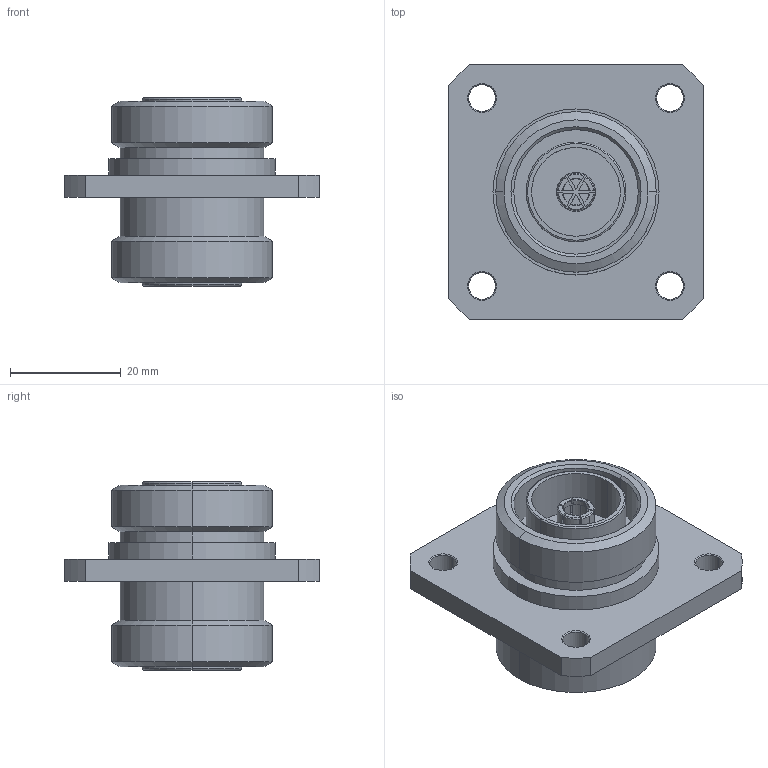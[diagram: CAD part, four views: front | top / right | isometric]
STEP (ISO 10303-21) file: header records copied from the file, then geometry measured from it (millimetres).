
FILE_DESCRIPTION (( 'STEP AP214' ), '1' );
FILE_NAME ('J01123A0002.STEP', '2018-08-01T14:40:22', ( '' ), ( '' ), 'SwSTEP 2.0', 'SolidWorks 2017', '' );
FILE_SCHEMA (( 'AUTOMOTIVE_DESIGN' ));
Length unit declared in the file: millimetre
Products named in the file (1): J01123A0002
Bounding box: 46 x 46 x 34 mm (x, y, z)
Volume: 20579.5 mm3; surface area: 11242.7 mm2
Topology: 1 solids, 1 shells, 327 faces, 850 edges, 536 vertices
Faces by surface type: cylinder 114, plane 101, cone 80, torus 32
Entity records: 13815 total; most frequent: CARTESIAN_POINT 2380, ORIENTED_EDGE 1700, DIRECTION 1606, EDGE_CURVE 850, AXIS2_PLACEMENT_3D 634, VERTEX_POINT 536, EDGE_LOOP 346, LINE 338
